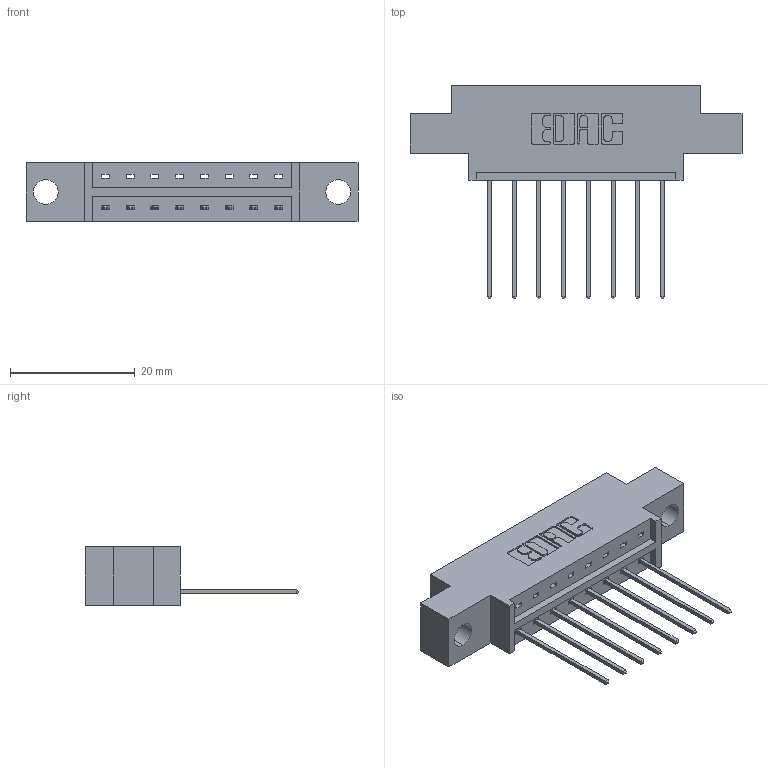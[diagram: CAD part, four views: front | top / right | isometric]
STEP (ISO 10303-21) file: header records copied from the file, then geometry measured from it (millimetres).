
FILE_DESCRIPTION (( 'STEP AP203' ), '1' );
FILE_NAME ('833-008-541-604.STEP', '2020-05-30T16:16:14', ( '' ), ( '' ), 'SwSTEP 2.0', 'SolidWorks 2020', '' );
FILE_SCHEMA (( 'CONFIG_CONTROL_DESIGN' ));
Length unit declared in the file: inch
Products named in the file (3): 833-008-541-604; 833 Part_Offset - .156 Dia - TH; 345-292-001_345-293-141
Assembly tree (9 placements, depth 2):
  833-008-541-604
    833 Part_Offset - .156 Dia - TH
    345-292-001_345-293-141  x8
Bounding box: 53.24 x 34.3 x 9.4 mm (x, y, z)
Volume: 4775.6 mm3; surface area: 5100 mm2
Topology: 9 solids, 9 shells, 582 faces, 1731 edges, 1142 vertices
Faces by surface type: plane 410, cylinder 172
Entity records: 9441 total; most frequent: CARTESIAN_POINT 1642, ORIENTED_EDGE 1586, DIRECTION 1453, EDGE_CURVE 793, VECTOR 665, LINE 665, VERTEX_POINT 526, AXIS2_PLACEMENT_3D 394
